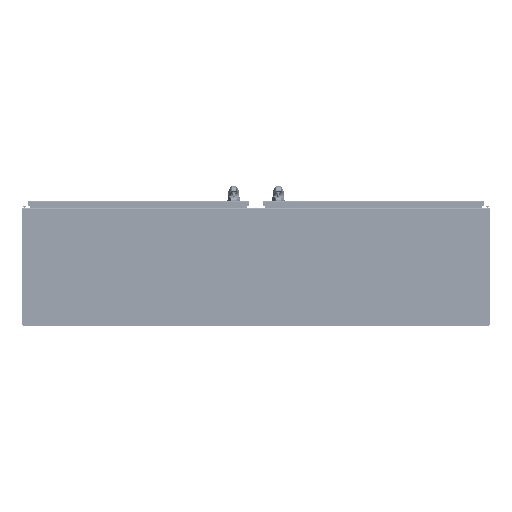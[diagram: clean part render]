
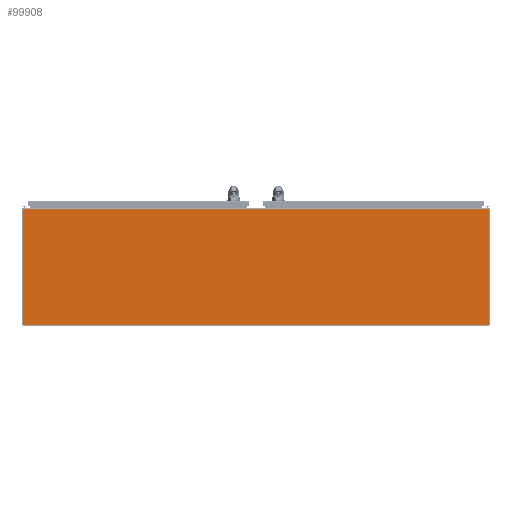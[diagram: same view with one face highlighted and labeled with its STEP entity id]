
A CAD part, front view. The second image highlights one B-rep face of the part: STEP entity #99908.
In plain terms, the highlighted face is planar.
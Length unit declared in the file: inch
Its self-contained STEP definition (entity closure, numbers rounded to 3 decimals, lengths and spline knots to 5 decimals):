
#206 = VERTEX_POINT ( 'NONE', #65942 ) ;
#921 = PLANE ( 'NONE',  #44030 ) ;
#1416 = DIRECTION ( 'NONE',  ( 0., 0., 1. ) ) ;
#8845 = ORIENTED_EDGE ( 'NONE', *, *, #65280, .F. ) ;
#23744 = LINE ( 'NONE', #51268, #76239 ) ;
#27821 = CARTESIAN_POINT ( 'NONE',  ( 17.5229, -1.07685, 0.125 ) ) ;
#34090 = CARTESIAN_POINT ( 'NONE',  ( 71.42915, -1.07685, 0.125 ) ) ;
#35356 = EDGE_LOOP ( 'NONE', ( #92324, #98150, #8845, #57740 ) ) ;
#38542 = DIRECTION ( 'NONE',  ( 1., 0., 0. ) ) ;
#40643 = DIRECTION ( 'NONE',  ( 0., 1., 0. ) ) ;
#42895 = CARTESIAN_POINT ( 'NONE',  ( -0.44585, -1.07685, 0.125 ) ) ;
#44030 = AXIS2_PLACEMENT_3D ( 'NONE', #65038, #1416, #75274 ) ;
#49298 = CARTESIAN_POINT ( 'NONE',  ( -0.44585, 16.7669, 0.125 ) ) ;
#51268 = CARTESIAN_POINT ( 'NONE',  ( -0.44585, -1.1081, 0.125 ) ) ;
#51666 = VERTEX_POINT ( 'NONE', #55056 ) ;
#53543 = LINE ( 'NONE', #49298, #105867 ) ;
#55056 = CARTESIAN_POINT ( 'NONE',  ( 71.42915, 16.7669, 0.125 ) ) ;
#56781 = EDGE_CURVE ( 'NONE', #51666, #122093, #128360, .T. ) ;
#57740 = ORIENTED_EDGE ( 'NONE', *, *, #93448, .F. ) ;
#65038 = CARTESIAN_POINT ( 'NONE',  ( 35.49165, 7.8294, 0.125 ) ) ;
#65280 = EDGE_CURVE ( 'NONE', #206, #51666, #53543, .T. ) ;
#65942 = CARTESIAN_POINT ( 'NONE',  ( -0.44585, 16.7669, 0.125 ) ) ;
#71238 = FACE_OUTER_BOUND ( 'NONE', #35356, .T. ) ;
#75274 = DIRECTION ( 'NONE',  ( 1., 0., 0. ) ) ;
#76239 = VECTOR ( 'NONE', #40643, 39.37008 ) ;
#90397 = DIRECTION ( 'NONE',  ( 1., 0., 0. ) ) ;
#92324 = ORIENTED_EDGE ( 'NONE', *, *, #104941, .T. ) ;
#92338 = VERTEX_POINT ( 'NONE', #42895 ) ;
#93448 = EDGE_CURVE ( 'NONE', #92338, #206, #23744, .T. ) ;
#98150 = ORIENTED_EDGE ( 'NONE', *, *, #56781, .F. ) ;
#99908 = ADVANCED_FACE ( 'NONE', ( #71238 ), #921, .T. ) ;
#100252 = CARTESIAN_POINT ( 'NONE',  ( 71.42915, 16.7669, 0.125 ) ) ;
#100254 = VECTOR ( 'NONE', #132085, 39.37008 ) ;
#104941 = EDGE_CURVE ( 'NONE', #92338, #122093, #135847, .T. ) ;
#105867 = VECTOR ( 'NONE', #90397, 39.37008 ) ;
#107785 = VECTOR ( 'NONE', #38542, 39.37008 ) ;
#122093 = VERTEX_POINT ( 'NONE', #34090 ) ;
#128360 = LINE ( 'NONE', #100252, #100254 ) ;
#132085 = DIRECTION ( 'NONE',  ( 0., -1., 0. ) ) ;
#135847 = LINE ( 'NONE', #27821, #107785 ) ;
